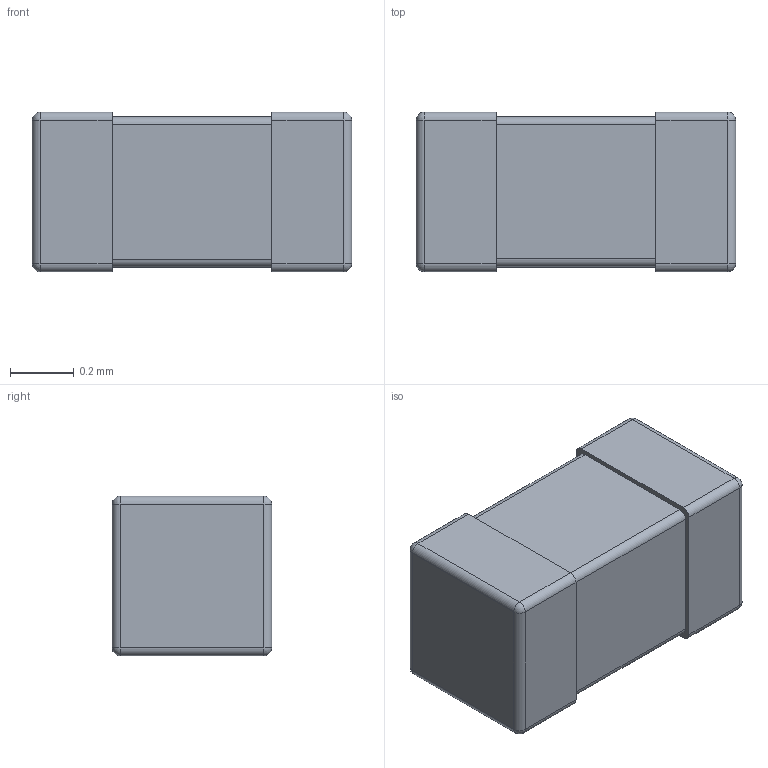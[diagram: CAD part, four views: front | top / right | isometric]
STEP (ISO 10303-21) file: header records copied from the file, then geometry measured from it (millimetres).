
FILE_DESCRIPTION (( 'STEP AP214' ), '1' );
FILE_NAME ('Ferrite Bead 0402.STEP', '2019-11-27T20:57:06', ( 'Elessar' ), ( '' ), 'SwSTEP 2.0', 'SolidWorks 2018', '' );
FILE_SCHEMA (( 'AUTOMOTIVE_DESIGN' ));
Length unit declared in the file: millimetre
Products named in the file (1): Ferrite Bead 0402
Bounding box: 1 x 0.5 x 0.5 mm (x, y, z)
Volume: 0.2 mm3; surface area: 2.4 mm2
Topology: 1 solids, 1 shells, 44 faces, 104 edges, 56 vertices
Faces by surface type: cylinder 20, plane 16, sphere 8
Entity records: 1662 total; most frequent: DIRECTION 226, CARTESIAN_POINT 197, ORIENTED_EDGE 192, EDGE_CURVE 96, AXIS2_PLACEMENT_3D 85, LINE 56, VECTOR 56, VERTEX_POINT 56
